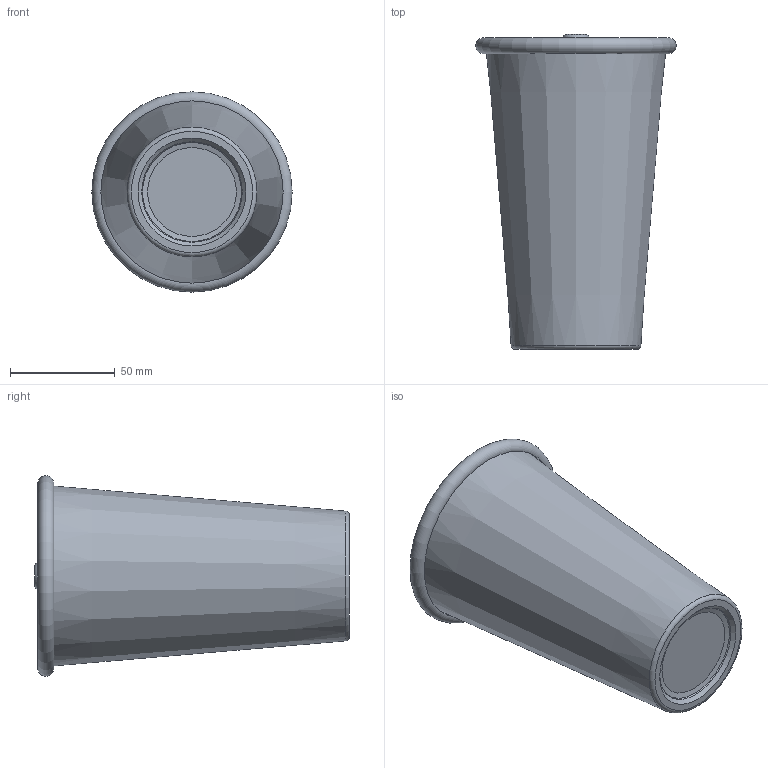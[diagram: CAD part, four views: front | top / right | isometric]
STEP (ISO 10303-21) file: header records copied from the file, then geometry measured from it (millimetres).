
FILE_DESCRIPTION(/* description */ (''),/* implementation_level */ '2;1');
FILE_NAME(/* name */ 'demo_assembly v7.step',/* time_stamp */ '2019-12-03T15:35:57-05:00',/* author */ (''),/* organization */ (''),/* preprocessor_version */ 'ST-DEVELOPER v18',/* originating_system */ 'Autodesk Translation Framework v8.12.0.6',/* authorisation */ '');
FILE_SCHEMA (('AUTOMOTIVE_DESIGN { 1 0 10303 214 3 1 1 }'));
Length unit declared in the file: inch
Products named in the file (4): demo_assembly; pint glass; the lid; 9600K240_SBR RUBBER PUSH-IN GROMMET
Assembly tree (3 placements, depth 2):
  demo_assembly
    pint glass
    the lid
    9600K240_SBR RUBBER PUSH-IN GROMMET
Bounding box: 95.61 x 150.35 x 95.61 mm (x, y, z)
Volume: 136658 mm3; surface area: 88458.3 mm2
Topology: 3 solids, 3 shells, 26 faces, 65 edges, 49 vertices
Faces by surface type: plane 10, cone 8, torus 4, cylinder 4
Full cylindrical faces by diameter (mm): 6.35 x1, 8.731 x2, 87 x1
Entity records: 972 total; most frequent: DIRECTION 184, CARTESIAN_POINT 147, ORIENTED_EDGE 130, AXIS2_PLACEMENT_3D 86, EDGE_CURVE 65, CIRCLE 53, VERTEX_POINT 49, EDGE_LOOP 34
